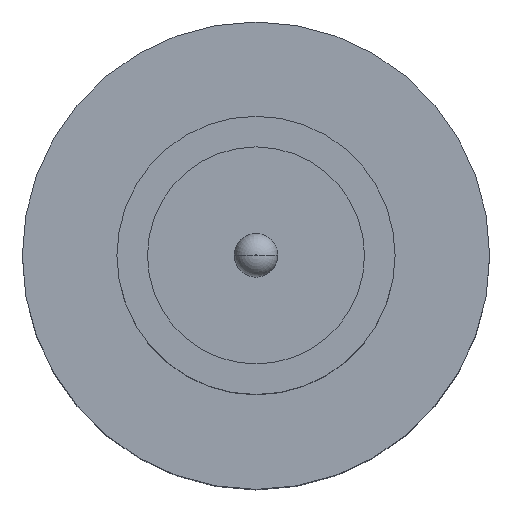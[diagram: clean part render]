
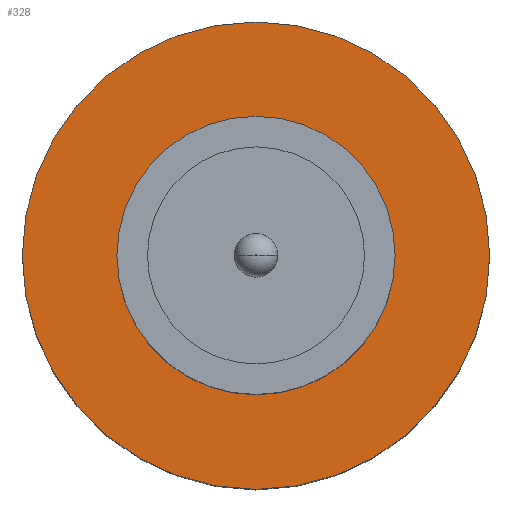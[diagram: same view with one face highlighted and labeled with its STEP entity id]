
A CAD part, top view. The second image highlights one B-rep face of the part: STEP entity #328.
In plain terms, the highlighted planar face has unit normal (0, 0, 1).
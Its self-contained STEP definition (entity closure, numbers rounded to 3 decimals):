
#10 = CARTESIAN_POINT ( 'NONE',  ( 0., 0., 1.55 ) ) ;
#35 = CARTESIAN_POINT ( 'NONE',  ( -1.25, 0., 1.55 ) ) ;
#38 = EDGE_CURVE ( 'NONE', #109, #566, #512, .T. ) ;
#42 = CIRCLE ( 'NONE', #452, 1.25 ) ;
#45 = CARTESIAN_POINT ( 'NONE',  ( 1.25, 0., 1.55 ) ) ;
#48 = AXIS2_PLACEMENT_3D ( 'NONE', #377, #119, #442 ) ;
#65 = VERTEX_POINT ( 'NONE', #823 ) ;
#67 = VERTEX_POINT ( 'NONE', #659 ) ;
#88 = DIRECTION ( 'NONE',  ( 0., 0., 1. ) ) ;
#109 = VERTEX_POINT ( 'NONE', #45 ) ;
#111 = ORIENTED_EDGE ( 'NONE', *, *, #38, .F. ) ;
#119 = DIRECTION ( 'NONE',  ( 0., 0., 1. ) ) ;
#158 = DIRECTION ( 'NONE',  ( 1., 0., 0. ) ) ;
#161 = EDGE_LOOP ( 'NONE', ( #111, #376 ) ) ;
#193 = AXIS2_PLACEMENT_3D ( 'NONE', #967, #577, #824 ) ;
#194 = CARTESIAN_POINT ( 'NONE',  ( 0., 0., 1.55 ) ) ;
#326 = CARTESIAN_POINT ( 'NONE',  ( 0., 0., 1.55 ) ) ;
#328 = ADVANCED_FACE ( 'NONE', ( #950, #510 ), #401, .T. ) ;
#376 = ORIENTED_EDGE ( 'NONE', *, *, #905, .F. ) ;
#377 = CARTESIAN_POINT ( 'NONE',  ( 0., 0., 1.55 ) ) ;
#401 = PLANE ( 'NONE',  #945 ) ;
#442 = DIRECTION ( 'NONE',  ( 1., 0., 0. ) ) ;
#452 = AXIS2_PLACEMENT_3D ( 'NONE', #10, #88, #782 ) ;
#510 = FACE_OUTER_BOUND ( 'NONE', #828, .T. ) ;
#512 = CIRCLE ( 'NONE', #48, 1.25 ) ;
#565 = CIRCLE ( 'NONE', #193, 2.1 ) ;
#566 = VERTEX_POINT ( 'NONE', #35 ) ;
#577 = DIRECTION ( 'NONE',  ( 0., 0., 1. ) ) ;
#583 = CIRCLE ( 'NONE', #800, 2.1 ) ;
#586 = DIRECTION ( 'NONE',  ( 0., 0., 1. ) ) ;
#617 = EDGE_CURVE ( 'NONE', #67, #65, #583, .T. ) ;
#633 = EDGE_CURVE ( 'NONE', #65, #67, #565, .T. ) ;
#656 = DIRECTION ( 'NONE',  ( 1., 0., 0. ) ) ;
#659 = CARTESIAN_POINT ( 'NONE',  ( 2.1, 0., 1.55 ) ) ;
#774 = DIRECTION ( 'NONE',  ( 0., 0., 1. ) ) ;
#782 = DIRECTION ( 'NONE',  ( 1., 0., 0. ) ) ;
#800 = AXIS2_PLACEMENT_3D ( 'NONE', #194, #586, #656 ) ;
#823 = CARTESIAN_POINT ( 'NONE',  ( -2.1, 0., 1.55 ) ) ;
#824 = DIRECTION ( 'NONE',  ( 1., 0., 0. ) ) ;
#828 = EDGE_LOOP ( 'NONE', ( #884, #974 ) ) ;
#884 = ORIENTED_EDGE ( 'NONE', *, *, #633, .T. ) ;
#905 = EDGE_CURVE ( 'NONE', #566, #109, #42, .T. ) ;
#945 = AXIS2_PLACEMENT_3D ( 'NONE', #326, #774, #158 ) ;
#950 = FACE_BOUND ( 'NONE', #161, .T. ) ;
#967 = CARTESIAN_POINT ( 'NONE',  ( 0., 0., 1.55 ) ) ;
#974 = ORIENTED_EDGE ( 'NONE', *, *, #617, .T. ) ;
